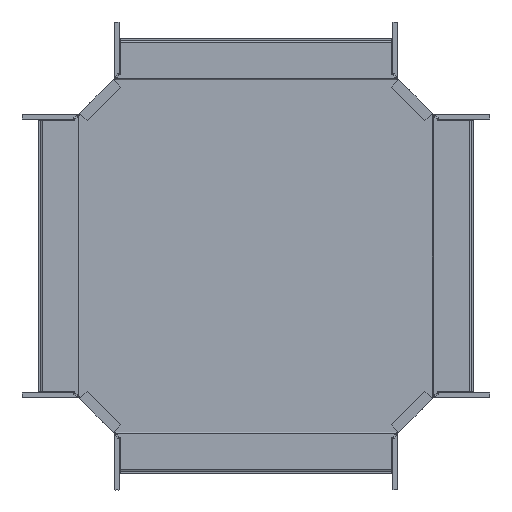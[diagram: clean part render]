
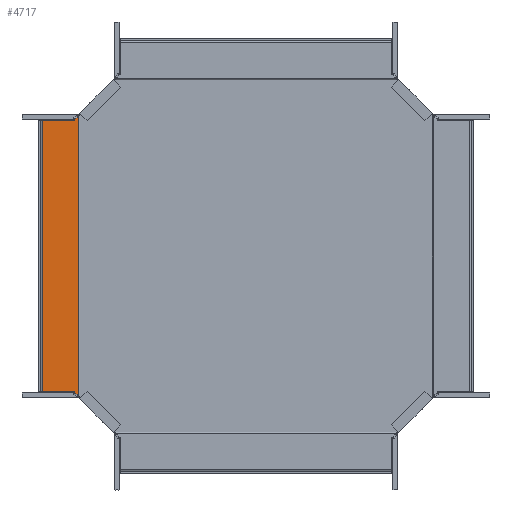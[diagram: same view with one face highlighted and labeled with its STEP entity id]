
A CAD part, front view. The second image highlights one B-rep face of the part: STEP entity #4717.
In plain terms, the highlighted planar face has unit normal (0, -1, 0).
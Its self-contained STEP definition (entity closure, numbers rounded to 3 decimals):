
#195 = CARTESIAN_POINT ( 'NONE',  ( -253.497, -2.25, -189.75 ) ) ;
#274 = VERTEX_POINT ( 'NONE', #4052 ) ;
#357 = B_SPLINE_CURVE_WITH_KNOTS ( 'NONE', 3,
 ( #3351, #4923, #2386, #788, #2350, #5976, #1893, #1830, #2418, #6011, #5533, #3384 ),
 .UNSPECIFIED., .F., .F.,
 ( 4, 1, 1, 1, 1, 2, 2, 4 ),
 ( 0., 0.25, 0.375, 0.437, 0.469, 0.484, 0.5, 1. ),
 .UNSPECIFIED. ) ;
#675 = CARTESIAN_POINT ( 'NONE',  ( -248.212, -2.25, 195.035 ) ) ;
#710 = CARTESIAN_POINT ( 'NONE',  ( -247.939, -2.25, 195.213 ) ) ;
#788 = CARTESIAN_POINT ( 'NONE',  ( -247.897, -2.25, -195.238 ) ) ;
#1072 = ORIENTED_EDGE ( 'NONE', *, *, #3245, .F. ) ;
#1088 = CARTESIAN_POINT ( 'NONE',  ( -247.384, -2.25, 0. ) ) ;
#1198 = LINE ( 'NONE', #4911, #6382 ) ;
#1218 = DIRECTION ( 'NONE',  ( 0., 0., -1. ) ) ;
#1305 = EDGE_CURVE ( 'NONE', #6280, #1793, #2358, .T. ) ;
#1363 = VECTOR ( 'NONE', #3896, 1000. ) ;
#1371 = VECTOR ( 'NONE', #1218, 1000. ) ;
#1480 = LINE ( 'NONE', #6243, #3546 ) ;
#1507 = PLANE ( 'NONE',  #5512 ) ;
#1528 = DIRECTION ( 'NONE',  ( 0.707, 0., 0.707 ) ) ;
#1793 = VERTEX_POINT ( 'NONE', #4325 ) ;
#1830 = CARTESIAN_POINT ( 'NONE',  ( -247.808, -2.25, -195.294 ) ) ;
#1893 = CARTESIAN_POINT ( 'NONE',  ( -247.815, -2.25, -195.29 ) ) ;
#2090 = CARTESIAN_POINT ( 'NONE',  ( -298.912, -2.25, 189.75 ) ) ;
#2108 = EDGE_CURVE ( 'NONE', #1793, #274, #6223, .T. ) ;
#2270 = LINE ( 'NONE', #2301, #6711 ) ;
#2301 = CARTESIAN_POINT ( 'NONE',  ( -298.912, -2.25, -7.302 ) ) ;
#2332 = VERTEX_POINT ( 'NONE', #6562 ) ;
#2350 = CARTESIAN_POINT ( 'NONE',  ( -247.847, -2.25, -195.27 ) ) ;
#2358 = LINE ( 'NONE', #6436, #1363 ) ;
#2386 = CARTESIAN_POINT ( 'NONE',  ( -248.008, -2.25, -195.167 ) ) ;
#2418 = CARTESIAN_POINT ( 'NONE',  ( -247.807, -2.25, -195.295 ) ) ;
#2587 = VECTOR ( 'NONE', #1528, 1000. ) ;
#3019 = DIRECTION ( 'NONE',  ( -1., 0., 0. ) ) ;
#3114 = CARTESIAN_POINT ( 'NONE',  ( -253.497, -2.25, 189.75 ) ) ;
#3245 = EDGE_CURVE ( 'NONE', #6393, #3549, #3838, .T. ) ;
#3331 = CARTESIAN_POINT ( 'NONE',  ( -247.384, -2.25, 195.546 ) ) ;
#3351 = CARTESIAN_POINT ( 'NONE',  ( -248.212, -2.25, -195.035 ) ) ;
#3384 = CARTESIAN_POINT ( 'NONE',  ( -247.384, -2.25, -195.546 ) ) ;
#3507 = DIRECTION ( 'NONE',  ( 0., -1., 0. ) ) ;
#3546 = VECTOR ( 'NONE', #5261, 1000. ) ;
#3549 = VERTEX_POINT ( 'NONE', #4721 ) ;
#3625 = ORIENTED_EDGE ( 'NONE', *, *, #4942, .T. ) ;
#3646 = EDGE_CURVE ( 'NONE', #2332, #3549, #357, .T. ) ;
#3742 = VERTEX_POINT ( 'NONE', #4548 ) ;
#3838 = LINE ( 'NONE', #1088, #1371 ) ;
#3896 = DIRECTION ( 'NONE',  ( 1., 0., 0. ) ) ;
#4052 = CARTESIAN_POINT ( 'NONE',  ( -248.212, -2.25, 195.035 ) ) ;
#4257 = ORIENTED_EDGE ( 'NONE', *, *, #2108, .F. ) ;
#4325 = CARTESIAN_POINT ( 'NONE',  ( -253.497, -2.25, 189.75 ) ) ;
#4330 = DIRECTION ( 'NONE',  ( 1., 0., 0. ) ) ;
#4548 = CARTESIAN_POINT ( 'NONE',  ( -298.912, -2.25, -189.75 ) ) ;
#4587 = B_SPLINE_CURVE_WITH_KNOTS ( 'NONE', 3,
 ( #675, #710, #6509, #3331 ),
 .UNSPECIFIED., .F., .F.,
 ( 4, 4 ),
 ( 0., 1. ),
 .UNSPECIFIED. ) ;
#4717 = ADVANCED_FACE ( 'NONE', ( #6681 ), #1507, .T. ) ;
#4721 = CARTESIAN_POINT ( 'NONE',  ( -247.384, -2.25, -195.546 ) ) ;
#4834 = CARTESIAN_POINT ( 'NONE',  ( -247.384, -2.25, 195.546 ) ) ;
#4842 = ORIENTED_EDGE ( 'NONE', *, *, #6318, .F. ) ;
#4911 = CARTESIAN_POINT ( 'NONE',  ( -253.497, -2.25, -189.75 ) ) ;
#4923 = CARTESIAN_POINT ( 'NONE',  ( -248.125, -2.25, -195.092 ) ) ;
#4939 = DIRECTION ( 'NONE',  ( 0., 0., 1. ) ) ;
#4942 = EDGE_CURVE ( 'NONE', #3742, #5216, #1198, .T. ) ;
#5012 = EDGE_CURVE ( 'NONE', #3742, #6280, #2270, .T. ) ;
#5033 = ORIENTED_EDGE ( 'NONE', *, *, #1305, .F. ) ;
#5071 = EDGE_LOOP ( 'NONE', ( #5167, #6245, #1072, #4842, #4257, #5033, #5634, #3625 ) ) ;
#5167 = ORIENTED_EDGE ( 'NONE', *, *, #5710, .T. ) ;
#5216 = VERTEX_POINT ( 'NONE', #195 ) ;
#5261 = DIRECTION ( 'NONE',  ( 0.707, 0., -0.707 ) ) ;
#5512 = AXIS2_PLACEMENT_3D ( 'NONE', #6100, #3507, #3019 ) ;
#5533 = CARTESIAN_POINT ( 'NONE',  ( -247.511, -2.25, -195.476 ) ) ;
#5634 = ORIENTED_EDGE ( 'NONE', *, *, #5012, .F. ) ;
#5710 = EDGE_CURVE ( 'NONE', #5216, #2332, #1480, .T. ) ;
#5976 = CARTESIAN_POINT ( 'NONE',  ( -247.824, -2.25, -195.284 ) ) ;
#6011 = CARTESIAN_POINT ( 'NONE',  ( -247.65, -2.25, -195.393 ) ) ;
#6100 = CARTESIAN_POINT ( 'NONE',  ( 0.076, -2.25, 0. ) ) ;
#6223 = LINE ( 'NONE', #3114, #2587 ) ;
#6243 = CARTESIAN_POINT ( 'NONE',  ( -253.497, -2.25, -189.75 ) ) ;
#6245 = ORIENTED_EDGE ( 'NONE', *, *, #3646, .T. ) ;
#6280 = VERTEX_POINT ( 'NONE', #2090 ) ;
#6318 = EDGE_CURVE ( 'NONE', #274, #6393, #4587, .T. ) ;
#6382 = VECTOR ( 'NONE', #4330, 1000. ) ;
#6393 = VERTEX_POINT ( 'NONE', #4834 ) ;
#6436 = CARTESIAN_POINT ( 'NONE',  ( -253.497, -2.25, 189.75 ) ) ;
#6509 = CARTESIAN_POINT ( 'NONE',  ( -247.667, -2.25, 195.389 ) ) ;
#6562 = CARTESIAN_POINT ( 'NONE',  ( -248.212, -2.25, -195.035 ) ) ;
#6681 = FACE_OUTER_BOUND ( 'NONE', #5071, .T. ) ;
#6711 = VECTOR ( 'NONE', #4939, 1000. ) ;
